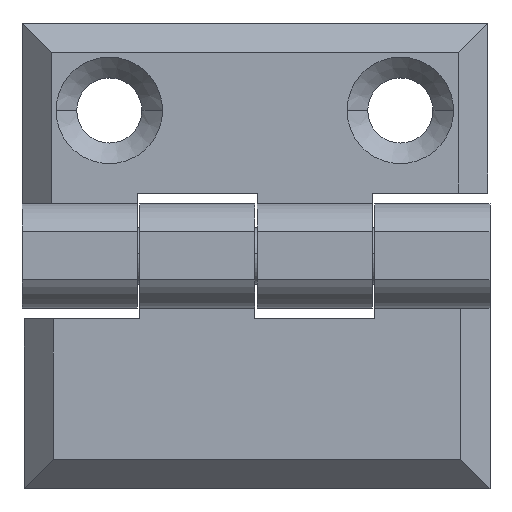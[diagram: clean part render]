
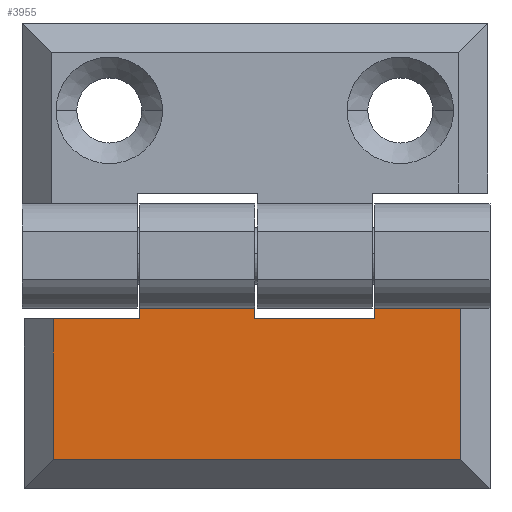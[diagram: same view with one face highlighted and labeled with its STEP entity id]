
A CAD part, top view. The second image highlights one B-rep face of the part: STEP entity #3955.
In plain terms, the highlighted planar face has unit normal (0, 0, 1).
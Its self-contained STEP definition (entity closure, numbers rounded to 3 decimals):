
#27 = LINE ( 'NONE', #5435, #2368 ) ;
#49 = LINE ( 'NONE', #3650, #3113 ) ;
#151 = VECTOR ( 'NONE', #2999, 1000. ) ;
#313 = LINE ( 'NONE', #8212, #2583 ) ;
#574 = ORIENTED_EDGE ( 'NONE', *, *, #5521, .T. ) ;
#658 = DIRECTION ( 'NONE',  ( 0., -1., 0. ) ) ;
#710 = VERTEX_POINT ( 'NONE', #6148 ) ;
#757 = ORIENTED_EDGE ( 'NONE', *, *, #7123, .F. ) ;
#981 = DIRECTION ( 'NONE',  ( 1., 0., 0. ) ) ;
#999 = CARTESIAN_POINT ( 'NONE',  ( -28.431, -49.894, 13.729 ) ) ;
#1202 = CARTESIAN_POINT ( 'NONE',  ( -18.531, -48.994, 13.729 ) ) ;
#1311 = PLANE ( 'NONE',  #8596 ) ;
#1728 = CARTESIAN_POINT ( 'NONE',  ( -38.531, -49.894, 13.729 ) ) ;
#1815 = CARTESIAN_POINT ( 'NONE',  ( -8.231, -49.742, 13.729 ) ) ;
#1993 = CARTESIAN_POINT ( 'NONE',  ( -0.831, -61.994, 13.729 ) ) ;
#2011 = LINE ( 'NONE', #4803, #151 ) ;
#2021 = VERTEX_POINT ( 'NONE', #1202 ) ;
#2368 = VECTOR ( 'NONE', #10548, 1000. ) ;
#2447 = VERTEX_POINT ( 'NONE', #6106 ) ;
#2577 = ORIENTED_EDGE ( 'NONE', *, *, #6519, .F. ) ;
#2581 = VERTEX_POINT ( 'NONE', #999 ) ;
#2583 = VECTOR ( 'NONE', #7512, 1000. ) ;
#2645 = LINE ( 'NONE', #8812, #10544 ) ;
#2747 = VERTEX_POINT ( 'NONE', #4104 ) ;
#2835 = ORIENTED_EDGE ( 'NONE', *, *, #5362, .F. ) ;
#2999 = DIRECTION ( 'NONE',  ( 0., 1., 0. ) ) ;
#3004 = ORIENTED_EDGE ( 'NONE', *, *, #11072, .F. ) ;
#3113 = VECTOR ( 'NONE', #8879, 1000. ) ;
#3122 = CARTESIAN_POINT ( 'NONE',  ( -18.531, -49.894, 13.729 ) ) ;
#3166 = FACE_OUTER_BOUND ( 'NONE', #10295, .T. ) ;
#3650 = CARTESIAN_POINT ( 'NONE',  ( -38.531, -48.994, 13.729 ) ) ;
#3737 = LINE ( 'NONE', #1815, #10441 ) ;
#3918 = DIRECTION ( 'NONE',  ( 1., 0., 0. ) ) ;
#3955 = ADVANCED_FACE ( 'NONE', ( #3166 ), #1311, .F. ) ;
#4086 = VECTOR ( 'NONE', #10251, 1000. ) ;
#4104 = CARTESIAN_POINT ( 'NONE',  ( -8.231, -49.894, 13.729 ) ) ;
#4385 = DIRECTION ( 'NONE',  ( 0., -1., 0. ) ) ;
#4776 = ORIENTED_EDGE ( 'NONE', *, *, #9077, .F. ) ;
#4803 = CARTESIAN_POINT ( 'NONE',  ( -35.831, -64.494, 13.729 ) ) ;
#5073 = CARTESIAN_POINT ( 'NONE',  ( -18.531, -44.494, 13.729 ) ) ;
#5094 = CARTESIAN_POINT ( 'NONE',  ( -28.431, -48.994, 13.729 ) ) ;
#5148 = EDGE_CURVE ( 'NONE', #6742, #710, #49, .T. ) ;
#5189 = ORIENTED_EDGE ( 'NONE', *, *, #5947, .F. ) ;
#5362 = EDGE_CURVE ( 'NONE', #5563, #2447, #2011, .T. ) ;
#5435 = CARTESIAN_POINT ( 'NONE',  ( -38.531, -61.994, 13.729 ) ) ;
#5521 = EDGE_CURVE ( 'NONE', #7662, #2581, #2645, .T. ) ;
#5563 = VERTEX_POINT ( 'NONE', #9440 ) ;
#5718 = VECTOR ( 'NONE', #981, 1000. ) ;
#5947 = EDGE_CURVE ( 'NONE', #7662, #2021, #6640, .T. ) ;
#6106 = CARTESIAN_POINT ( 'NONE',  ( -35.831, -49.894, 13.729 ) ) ;
#6133 = CARTESIAN_POINT ( 'NONE',  ( -0.831, -64.494, 13.729 ) ) ;
#6148 = CARTESIAN_POINT ( 'NONE',  ( -0.831, -48.994, 13.729 ) ) ;
#6403 = DIRECTION ( 'NONE',  ( 0., 1., 0. ) ) ;
#6519 = EDGE_CURVE ( 'NONE', #11439, #2747, #313, .T. ) ;
#6554 = VERTEX_POINT ( 'NONE', #1993 ) ;
#6561 = ORIENTED_EDGE ( 'NONE', *, *, #5148, .F. ) ;
#6640 = LINE ( 'NONE', #7456, #4086 ) ;
#6742 = VERTEX_POINT ( 'NONE', #7042 ) ;
#7042 = CARTESIAN_POINT ( 'NONE',  ( -8.231, -48.994, 13.729 ) ) ;
#7122 = LINE ( 'NONE', #6133, #11311 ) ;
#7123 = EDGE_CURVE ( 'NONE', #2747, #6742, #3737, .T. ) ;
#7129 = LINE ( 'NONE', #1728, #5718 ) ;
#7456 = CARTESIAN_POINT ( 'NONE',  ( -38.531, -48.994, 13.729 ) ) ;
#7512 = DIRECTION ( 'NONE',  ( 1., 0., 0. ) ) ;
#7586 = ORIENTED_EDGE ( 'NONE', *, *, #8116, .F. ) ;
#7662 = VERTEX_POINT ( 'NONE', #5094 ) ;
#8116 = EDGE_CURVE ( 'NONE', #2021, #11439, #10372, .T. ) ;
#8212 = CARTESIAN_POINT ( 'NONE',  ( -38.531, -49.894, 13.729 ) ) ;
#8596 = AXIS2_PLACEMENT_3D ( 'NONE', #11082, #11141, #3918 ) ;
#8811 = DIRECTION ( 'NONE',  ( 0., -1., 0. ) ) ;
#8812 = CARTESIAN_POINT ( 'NONE',  ( -28.431, -44.494, 13.729 ) ) ;
#8879 = DIRECTION ( 'NONE',  ( 1., 0., 0. ) ) ;
#9077 = EDGE_CURVE ( 'NONE', #2447, #2581, #7129, .T. ) ;
#9108 = ORIENTED_EDGE ( 'NONE', *, *, #10427, .F. ) ;
#9440 = CARTESIAN_POINT ( 'NONE',  ( -35.831, -61.994, 13.729 ) ) ;
#10251 = DIRECTION ( 'NONE',  ( 1., 0., 0. ) ) ;
#10261 = VECTOR ( 'NONE', #658, 1000. ) ;
#10295 = EDGE_LOOP ( 'NONE', ( #9108, #6561, #757, #2577, #7586, #5189, #574, #4776, #2835, #3004 ) ) ;
#10372 = LINE ( 'NONE', #5073, #10261 ) ;
#10427 = EDGE_CURVE ( 'NONE', #710, #6554, #7122, .T. ) ;
#10441 = VECTOR ( 'NONE', #6403, 1000. ) ;
#10544 = VECTOR ( 'NONE', #4385, 1000. ) ;
#10548 = DIRECTION ( 'NONE',  ( -1., 0., 0. ) ) ;
#11072 = EDGE_CURVE ( 'NONE', #6554, #5563, #27, .T. ) ;
#11082 = CARTESIAN_POINT ( 'NONE',  ( -38.531, -64.494, 13.729 ) ) ;
#11141 = DIRECTION ( 'NONE',  ( 0., 0., -1. ) ) ;
#11311 = VECTOR ( 'NONE', #8811, 1000. ) ;
#11439 = VERTEX_POINT ( 'NONE', #3122 ) ;
